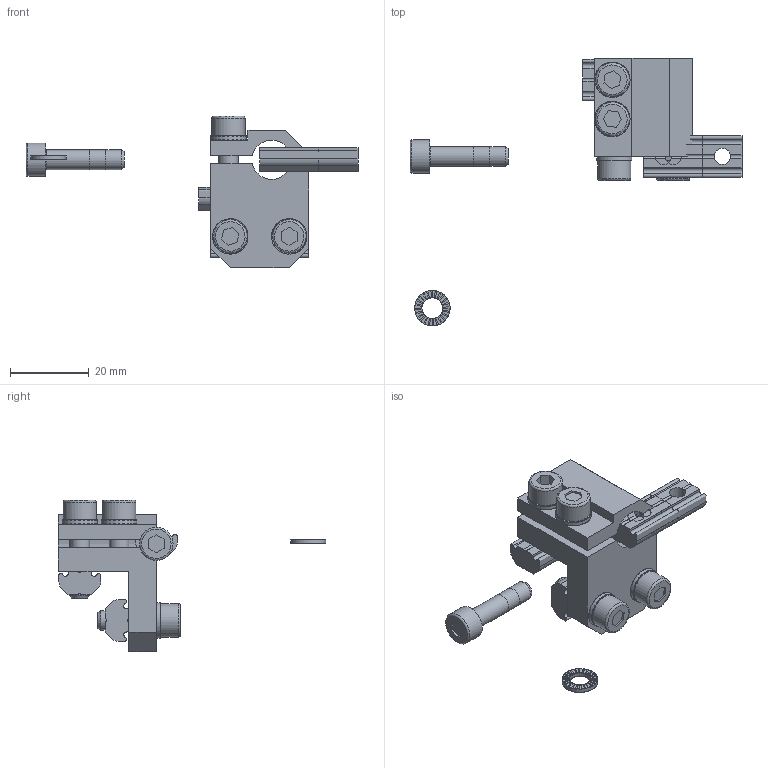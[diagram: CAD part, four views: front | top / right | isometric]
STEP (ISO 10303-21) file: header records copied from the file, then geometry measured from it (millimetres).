
FILE_DESCRIPTION( ( 'STEP AP214' ), '1' );
FILE_NAME( 'CA.KSW.10.X.stp', '2014-07-10T06:48:23', ( ' ' ), ( ' ' ), 'XStep 1.0', ' ', ' ' );
FILE_SCHEMA( ( 'CONFIG_CONTROL_DESIGN) ( )' ) );
Length unit declared in the file: metre
Products named in the file (9): Assem1; R.5.SCH; CA.GWP.5U; V-tcei M  5 x 16; CA.GWP.5.15; KSW.10.X; V-tcei M  5 x 12; V-tcei M  5 x 20
Bounding box: 84.5 x 68.14 x 38.6 mm (x, y, z)
Volume: 24923.2 mm3; surface area: 18132.5 mm2
Topology: 14 solids, 19 shells, 1238 faces, 3589 edges, 2378 vertices
Faces by surface type: plane 1124, cylinder 90, torus 16, cone 8
Full cylindrical faces by diameter (mm): 4.134 x8, 5 x8, 5.2 x10, 5.3 x5, 8.5 x8, 9 x5
Entity records: 12233 total; most frequent: CARTESIAN_POINT 1933, DIRECTION 1829, ORIENTED_EDGE 1766, EDGE_CURVE 883, AXIS2_PLACEMENT_3D 618, VERTEX_POINT 602, LINE 593, VECTOR 593
